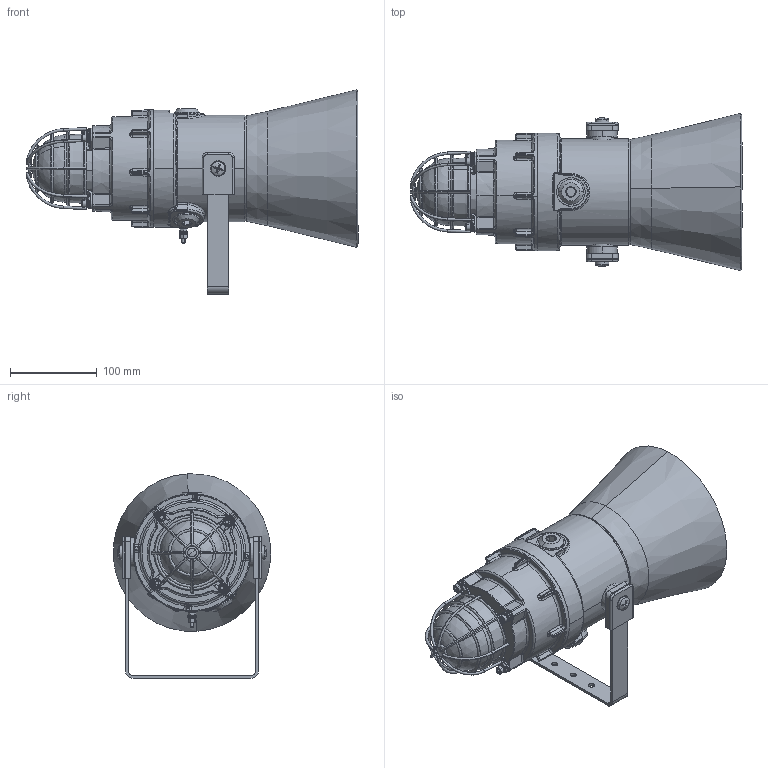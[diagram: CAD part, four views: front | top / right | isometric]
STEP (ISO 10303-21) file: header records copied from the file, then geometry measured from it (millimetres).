
FILE_DESCRIPTION (( 'STEP AP214' ), '1' );
FILE_NAME ('D199-05-601-3D_Issue_1.STEP', '2022-01-19T15:52:11', ( '' ), ( '' ), 'SwSTEP 2.0', 'SolidWorks 2021', '' );
FILE_SCHEMA (( 'AUTOMOTIVE_DESIGN' ));
Length unit declared in the file: millimetre
Products named in the file (24): WASGM5A4; S1_Horn; Sounder_Casting_2D Drawing; WASGM8A4; Gasket; STUD; D2411-3D_Issue_A; M20BRASS_Brass; Combined Lens_Diffused; D2489-3D_Issue_B_OD115; Glass_Dome; M8 screw; WAM5A4; D2412-3D_Issue_A; S1_Nose_Cone; Combined_Lid; D2430-3D_Issue_B; SCNUTM5A4; Sounder_Enclosure_S110; D199-05-601-3D_Issue_1; SCHXSKTM5X16A4; WAM8A4; D2410-3D_Issue_B; Combined_Lid_Sub_Assembly
Assembly tree (44 placements, depth 3):
  D199-05-601-3D_Issue_1
    Sounder_Enclosure_S110
      Sounder_Casting_2D Drawing
      D2430-3D_Issue_B
      D2411-3D_Issue_A  x2
      D2410-3D_Issue_B  x2
      WAM8A4  x2
      WASGM8A4  x2
      M8 screw  x2
      STUD
      WASGM5A4  x2
      WAM5A4  x3
      SCNUTM5A4  x2
    S1_Horn
    S1_Nose_Cone
    D2412-3D_Issue_A
    Gasket
    Combined_Lid_Sub_Assembly
      Combined_Lid
      Glass_Dome
      D2489-3D_Issue_B_OD115
      Combined Lens_Diffused
      WASGM5A4  x4
      WAM5A4  x4
      SCHXSKTM5X16A4  x4
    M20BRASS_Brass  x2
Bounding box: 383.42 x 181.84 x 235.92 mm (x, y, z)
Volume: 3474292.7 mm3; surface area: 475913.5 mm2
Topology: 54 solids, 54 shells, 1510 faces, 3426 edges, 2026 vertices
Faces by surface type: cylinder 455, plane 363, torus 258, bspline 231, cone 131, sphere 72
Entity records: 41830 total; most frequent: CARTESIAN_POINT 16175, ORIENTED_EDGE 5074, DIRECTION 5056, EDGE_CURVE 2537, AXIS2_PLACEMENT_3D 2187, VERTEX_POINT 1500, CIRCLE 1236, EDGE_LOOP 1193
